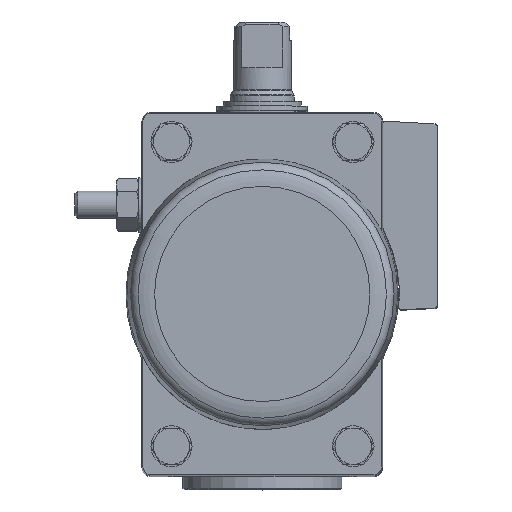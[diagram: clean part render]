
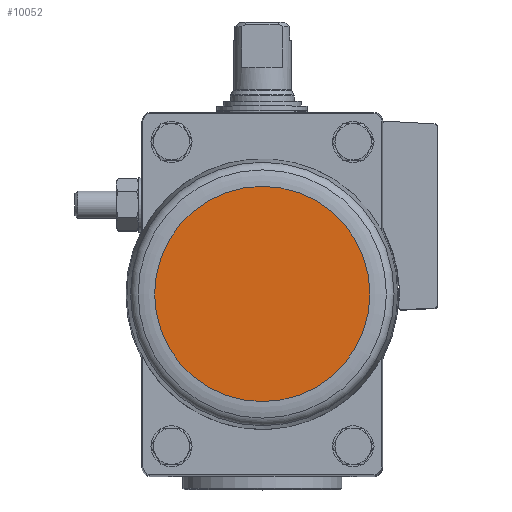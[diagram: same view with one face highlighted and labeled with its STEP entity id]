
A CAD part, top view. The second image highlights one B-rep face of the part: STEP entity #10052.
In plain terms, the highlighted planar face has unit normal (0, 0, 1).
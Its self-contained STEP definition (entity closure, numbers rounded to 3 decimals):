
#3712=ORIENTED_EDGE('',*,*,#5601,.T.);
#5601=EDGE_CURVE('',#6707,#6707,#7317,.T.);
#6707=VERTEX_POINT('',#16856);
#7317=CIRCLE('',#11069,23.7);
#8062=EDGE_LOOP('',(#3712));
#8957=FACE_BOUND('',#8062,.T.);
#9514=PLANE('',#11070);
#10052=ADVANCED_FACE('',(#8957),#9514,.F.);
#11069=AXIS2_PLACEMENT_3D('',#16855,#13371,#13372);
#11070=AXIS2_PLACEMENT_3D('',#16857,#13373,#13374);
#13371=DIRECTION('',(0.,0.,1.));
#13372=DIRECTION('',(1.,0.,0.));
#13373=DIRECTION('',(0.,0.,-1.));
#13374=DIRECTION('',(-1.,0.,0.));
#16855=CARTESIAN_POINT('',(0.,0.,72.85));
#16856=CARTESIAN_POINT('',(23.7,0.,72.85));
#16857=CARTESIAN_POINT('',(23.7,0.,72.85));
